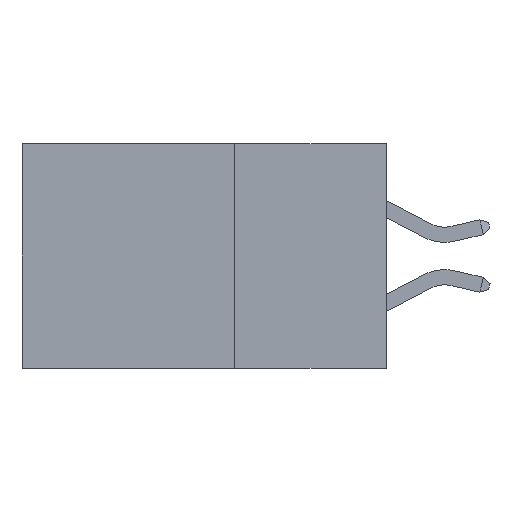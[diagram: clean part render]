
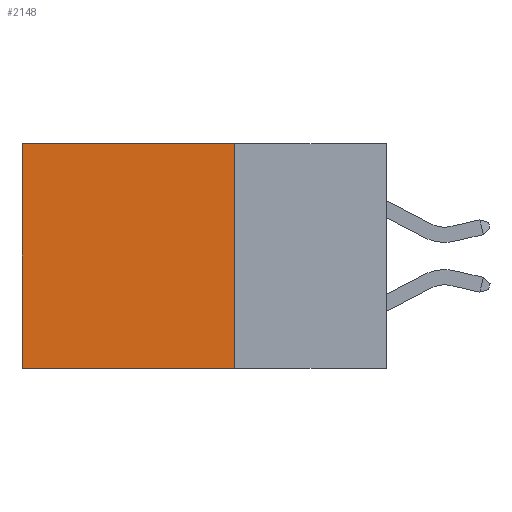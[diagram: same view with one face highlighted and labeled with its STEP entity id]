
A CAD part, left-side view. The second image highlights one B-rep face of the part: STEP entity #2148.
In plain terms, the highlighted planar face has unit normal (-1, 0, 0).
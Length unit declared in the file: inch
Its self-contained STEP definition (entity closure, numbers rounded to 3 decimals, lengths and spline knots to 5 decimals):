
#427 = CARTESIAN_POINT ( 'NONE',  ( 0.298, 0.6, 0. ) ) ;
#788 = DIRECTION ( 'NONE',  ( 0., 0., -1. ) ) ;
#2069 = EDGE_LOOP ( 'NONE', ( #17262, #15537, #14579, #20457 ) ) ;
#2148 = ADVANCED_FACE ( 'NONE', ( #11619 ), #22732, .F. ) ;
#2244 = VERTEX_POINT ( 'NONE', #22821 ) ;
#2628 = CARTESIAN_POINT ( 'NONE',  ( 0.298, 0.25, -0.37 ) ) ;
#2709 = DIRECTION ( 'NONE',  ( 0., 1., 0. ) ) ;
#3729 = VECTOR ( 'NONE', #2709, 39.37008 ) ;
#3791 = AXIS2_PLACEMENT_3D ( 'NONE', #12099, #19226, #6638 ) ;
#5093 = VECTOR ( 'NONE', #788, 39.37008 ) ;
#5734 = VECTOR ( 'NONE', #21794, 39.37008 ) ;
#6638 = DIRECTION ( 'NONE',  ( 0., 0., -1. ) ) ;
#9603 = LINE ( 'NONE', #9650, #5093 ) ;
#9650 = CARTESIAN_POINT ( 'NONE',  ( 0.298, 0.25, 0. ) ) ;
#9819 = DIRECTION ( 'NONE',  ( 0., 1., 0. ) ) ;
#9890 = LINE ( 'NONE', #15250, #15972 ) ;
#10521 = LINE ( 'NONE', #427, #5734 ) ;
#11403 = CARTESIAN_POINT ( 'NONE',  ( 0.298, 0.25, 0. ) ) ;
#11619 = FACE_OUTER_BOUND ( 'NONE', #2069, .T. ) ;
#12099 = CARTESIAN_POINT ( 'NONE',  ( 0.298, 0.25, 0. ) ) ;
#14579 = ORIENTED_EDGE ( 'NONE', *, *, #16461, .F. ) ;
#15074 = EDGE_CURVE ( 'NONE', #2244, #15850, #10521, .T. ) ;
#15250 = CARTESIAN_POINT ( 'NONE',  ( 0.298, 0.25, 0. ) ) ;
#15537 = ORIENTED_EDGE ( 'NONE', *, *, #16203, .F. ) ;
#15785 = VERTEX_POINT ( 'NONE', #22539 ) ;
#15850 = VERTEX_POINT ( 'NONE', #19265 ) ;
#15972 = VECTOR ( 'NONE', #9819, 39.37008 ) ;
#16004 = LINE ( 'NONE', #2628, #3729 ) ;
#16203 = EDGE_CURVE ( 'NONE', #15785, #15850, #16004, .T. ) ;
#16461 = EDGE_CURVE ( 'NONE', #21110, #15785, #9603, .T. ) ;
#17262 = ORIENTED_EDGE ( 'NONE', *, *, #15074, .T. ) ;
#19222 = EDGE_CURVE ( 'NONE', #21110, #2244, #9890, .T. ) ;
#19226 = DIRECTION ( 'NONE',  ( 1., 0., 0. ) ) ;
#19265 = CARTESIAN_POINT ( 'NONE',  ( 0.298, 0.6, -0.37 ) ) ;
#20457 = ORIENTED_EDGE ( 'NONE', *, *, #19222, .T. ) ;
#21110 = VERTEX_POINT ( 'NONE', #11403 ) ;
#21794 = DIRECTION ( 'NONE',  ( 0., 0., -1. ) ) ;
#22539 = CARTESIAN_POINT ( 'NONE',  ( 0.298, 0.25, -0.37 ) ) ;
#22732 = PLANE ( 'NONE',  #3791 ) ;
#22821 = CARTESIAN_POINT ( 'NONE',  ( 0.298, 0.6, 0. ) ) ;
